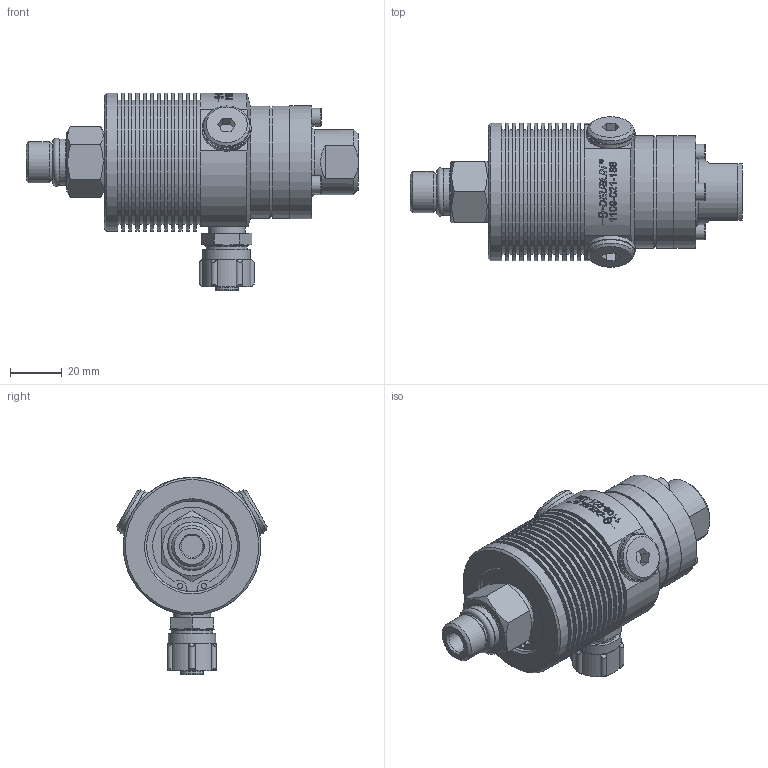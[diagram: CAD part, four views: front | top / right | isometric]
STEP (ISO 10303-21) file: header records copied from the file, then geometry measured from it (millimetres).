
FILE_DESCRIPTION(/* description */ (''),/* implementation_level */ '2;1');
FILE_NAME(/* name */ '1109-021-188-IC.stp',/* time_stamp */ '2020-05-21T13:06:00-05:00',/* author */ ('dyurkovich'),/* organization */ (''),/* preprocessor_version */ 'ST-DEVELOPER v18',/* originating_system */ 'Autodesk Inventor 2020',/* authorisation */ '');
FILE_SCHEMA (('AUTOMOTIVE_DESIGN { 1 0 10303 214 3 1 1 }'));
Length unit declared in the file: millimetre
Products named in the file (1): 1109-021-188-IC
Bounding box: 128.94 x 58.45 x 76.55 mm (x, y, z)
Volume: 173996.8 mm3; surface area: 38339.4 mm2
Topology: 2 solids, 8 shells, 642 faces, 1672 edges, 1139 vertices
Faces by surface type: plane 320, cylinder 135, bspline 129, cone 42, torus 16
Full cylindrical faces by diameter (mm): 1.981 x2, 4.166 x3, 4.5 x3, 6.858 x3, 7.2 x3, 7.5 x2, 8 x1, 8.5 x1, 9 x1, 9.6 x1, 10.3 x1, 11.6 x1, 13.157 x1, 13.5 x4, 14.473 x1, 14.917 x1, 14.95 x1, 16 x2, 17.991 x1, 18 x2, 18.208 x1, 18.5 x1, 18.72 x1, 19 x2, 21.4 x1, 25.4 x1, 34.95 x1, 35.015 x1, 35.27 x1, 37.25 x1
Entity records: 24476 total; most frequent: CARTESIAN_POINT 8601, ORIENTED_EDGE 3338, DIRECTION 3098, EDGE_CURVE 1669, AXIS2_PLACEMENT_3D 1250, VERTEX_POINT 1139, EDGE_LOOP 754, FACE_OUTER_BOUND 642
